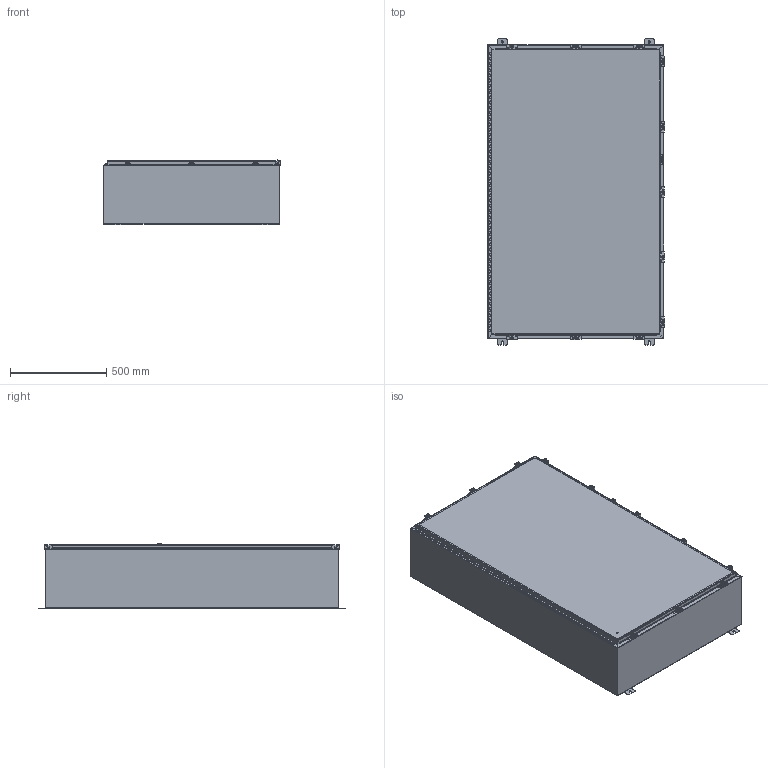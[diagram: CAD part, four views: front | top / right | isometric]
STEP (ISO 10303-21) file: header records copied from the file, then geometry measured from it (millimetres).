
FILE_DESCRIPTION(/* description */ ('ENCL,NEMA4X,ALUM,60X36X12'),/* implementation_level */ '2;1');
FILE_NAME(/* name */ 'ALN4603612.stp',/* time_stamp */ '2019-10-10T09:28:46-05:00',/* author */ ('msekardi'),/* organization */ (''),/* preprocessor_version */ 'ST-DEVELOPER v16.13',/* originating_system */ 'Autodesk Inventor 2018',/* authorisation */ '');
FILE_SCHEMA (('AUTOMOTIVE_DESIGN { 1 0 10303 214 3 1 1 }'));
Length unit declared in the file: inch
Products named in the file (20): ALN4603612; 348103; 38414; ALN4603612LRS; ALN4603612BTB; 38846; 3296; FOAM IN PLACE; ALN46036LID; 3286-57; 3286l-57; 3286P-57; 3286T-57; 38828; HFW30828; HFW30828 & HFW30829 CLAMP; HFW30828 & HFW30829 SCREW; HFW30828 & HFW30829 WASHER; HFW30828 & HFW30829 SPRING; 30820
Assembly tree (50 placements, depth 3):
  ALN4603612
    ALN4603612LRS  x2
    348103  x4
    38414
    ALN4603612BTB
    38846
    3296
    FOAM IN PLACE
    ALN46036LID
    3286-57
      3286l-57
      3286P-57
      3286T-57
    38828  x8
    HFW30828  x11
      HFW30828 & HFW30829 CLAMP
      HFW30828 & HFW30829 SCREW
      HFW30828 & HFW30829 WASHER
      HFW30828 & HFW30829 SPRING
    30820  x11
Bounding box: 917.84 x 1587.5 x 339.22 mm (x, y, z)
Volume: 9101347.7 mm3; surface area: 9545335.2 mm2
Topology: 67 solids, 243 shells, 2836 faces, 7696 edges, 5263 vertices
Faces by surface type: plane 1611, cylinder 750, bspline 272, cone 120, torus 83
Full cylindrical faces by diameter (mm): 1.652 x8, 2.794 x44, 3.048 x1, 3.967 x1, 5.359 x11, 6.35 x1, 7.163 x11, 8.382 x16, 8.56 x1, 8.89 x11, 11.125 x4, 12.7 x1, 13.208 x11, 15.875 x19
Entity records: 51549 total; most frequent: CARTESIAN_POINT 13707, ORIENTED_EDGE 7574, DIRECTION 7427, EDGE_CURVE 3817, LINE 2757, VECTOR 2757, VERTEX_POINT 2539, AXIS2_PLACEMENT_3D 2335
